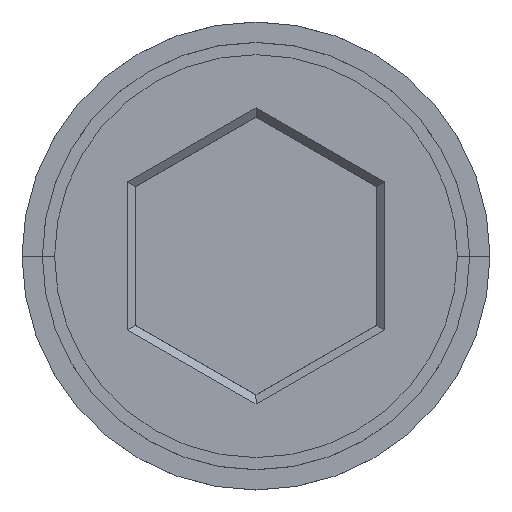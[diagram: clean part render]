
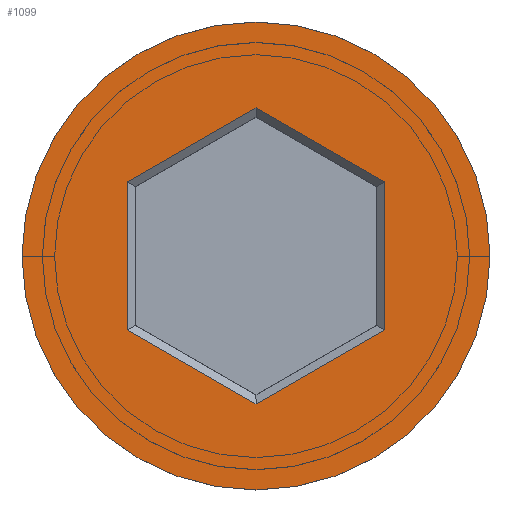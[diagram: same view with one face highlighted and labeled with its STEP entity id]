
A CAD part, top view. The second image highlights one B-rep face of the part: STEP entity #1099.
In plain terms, the highlighted planar face has unit normal (0, 0, 1).
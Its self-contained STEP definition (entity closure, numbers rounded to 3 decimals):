
#88 = CARTESIAN_POINT ( 'NONE',  ( 3.15, -1.819, 0. ) ) ;
#148 = CARTESIAN_POINT ( 'NONE',  ( 5.75, 0., 0. ) ) ;
#170 = AXIS2_PLACEMENT_3D ( 'NONE', #867, #200, #182 ) ;
#182 = DIRECTION ( 'NONE',  ( 1., 0., 0. ) ) ;
#200 = DIRECTION ( 'NONE',  ( 0., 0., 1. ) ) ;
#209 = DIRECTION ( 'NONE',  ( -0.866, -0.5, 0. ) ) ;
#224 = ORIENTED_EDGE ( 'NONE', *, *, #855, .T. ) ;
#225 = FACE_OUTER_BOUND ( 'NONE', #965, .T. ) ;
#231 = EDGE_CURVE ( 'NONE', #281, #236, #1298, .T. ) ;
#236 = VERTEX_POINT ( 'NONE', #1075 ) ;
#272 = LINE ( 'NONE', #1068, #528 ) ;
#280 = ORIENTED_EDGE ( 'NONE', *, *, #284, .T. ) ;
#281 = VERTEX_POINT ( 'NONE', #1235 ) ;
#284 = EDGE_CURVE ( 'NONE', #522, #1199, #1455, .T. ) ;
#290 = AXIS2_PLACEMENT_3D ( 'NONE', #1145, #1171, #1154 ) ;
#297 = CARTESIAN_POINT ( 'NONE',  ( 3.15, -1.703, 0. ) ) ;
#354 = VERTEX_POINT ( 'NONE', #148 ) ;
#372 = CIRCLE ( 'NONE', #290, 5.75 ) ;
#389 = CARTESIAN_POINT ( 'NONE',  ( -3.05, -1.876, 0. ) ) ;
#409 = ORIENTED_EDGE ( 'NONE', *, *, #435, .T. ) ;
#411 = LINE ( 'NONE', #389, #1030 ) ;
#426 = CARTESIAN_POINT ( 'NONE',  ( 3.15, 1.819, 0. ) ) ;
#435 = EDGE_CURVE ( 'NONE', #651, #354, #372, .T. ) ;
#466 = CARTESIAN_POINT ( 'NONE',  ( -0.1, 3.58, 0. ) ) ;
#522 = VERTEX_POINT ( 'NONE', #88 ) ;
#525 = VECTOR ( 'NONE', #613, 1000. ) ;
#528 = VECTOR ( 'NONE', #850, 1000. ) ;
#573 = ORIENTED_EDGE ( 'NONE', *, *, #609, .T. ) ;
#579 = CARTESIAN_POINT ( 'NONE',  ( 0.1, -3.58, 0. ) ) ;
#609 = EDGE_CURVE ( 'NONE', #1373, #522, #1204, .T. ) ;
#613 = DIRECTION ( 'NONE',  ( 0., 1., 0. ) ) ;
#617 = ORIENTED_EDGE ( 'NONE', *, *, #231, .T. ) ;
#640 = EDGE_CURVE ( 'NONE', #1199, #281, #411, .T. ) ;
#651 = VERTEX_POINT ( 'NONE', #1303 ) ;
#696 = PLANE ( 'NONE',  #979 ) ;
#715 = DIRECTION ( 'NONE',  ( 0., -1., 0. ) ) ;
#722 = CARTESIAN_POINT ( 'NONE',  ( -3.15, 1.703, 0. ) ) ;
#735 = CIRCLE ( 'NONE', #170, 5.75 ) ;
#750 = CARTESIAN_POINT ( 'NONE',  ( 0., 3.637, 0. ) ) ;
#787 = ORIENTED_EDGE ( 'NONE', *, *, #1271, .T. ) ;
#831 = DIRECTION ( 'NONE',  ( -0.866, 0.5, 0. ) ) ;
#850 = DIRECTION ( 'NONE',  ( 0.866, -0.5, 0. ) ) ;
#855 = EDGE_CURVE ( 'NONE', #354, #651, #735, .T. ) ;
#867 = CARTESIAN_POINT ( 'NONE',  ( 0., 0., 0. ) ) ;
#892 = FACE_BOUND ( 'NONE', #1335, .T. ) ;
#901 = DIRECTION ( 'NONE',  ( 1., 0., 0. ) ) ;
#918 = DIRECTION ( 'NONE',  ( 0., 0., 1. ) ) ;
#935 = CARTESIAN_POINT ( 'NONE',  ( 0., -3.637, 0. ) ) ;
#957 = VECTOR ( 'NONE', #209, 1000. ) ;
#965 = EDGE_LOOP ( 'NONE', ( #224, #409 ) ) ;
#979 = AXIS2_PLACEMENT_3D ( 'NONE', #1017, #918, #901 ) ;
#982 = EDGE_CURVE ( 'NONE', #236, #1321, #1343, .T. ) ;
#1010 = DIRECTION ( 'NONE',  ( 0.866, 0.5, 0. ) ) ;
#1017 = CARTESIAN_POINT ( 'NONE',  ( 0., 0., 0. ) ) ;
#1030 = VECTOR ( 'NONE', #831, 1000. ) ;
#1054 = VECTOR ( 'NONE', #1010, 1000. ) ;
#1068 = CARTESIAN_POINT ( 'NONE',  ( 3.05, 1.876, 0. ) ) ;
#1075 = CARTESIAN_POINT ( 'NONE',  ( -3.15, 1.819, 0. ) ) ;
#1099 = ADVANCED_FACE ( 'NONE', ( #892, #225 ), #696, .T. ) ;
#1145 = CARTESIAN_POINT ( 'NONE',  ( 0., 0., 0. ) ) ;
#1154 = DIRECTION ( 'NONE',  ( 1., 0., 0. ) ) ;
#1158 = ORIENTED_EDGE ( 'NONE', *, *, #982, .T. ) ;
#1171 = DIRECTION ( 'NONE',  ( 0., 0., 1. ) ) ;
#1199 = VERTEX_POINT ( 'NONE', #935 ) ;
#1204 = LINE ( 'NONE', #297, #1291 ) ;
#1235 = CARTESIAN_POINT ( 'NONE',  ( -3.15, -1.819, 0. ) ) ;
#1271 = EDGE_CURVE ( 'NONE', #1321, #1373, #272, .T. ) ;
#1291 = VECTOR ( 'NONE', #715, 1000. ) ;
#1298 = LINE ( 'NONE', #722, #525 ) ;
#1303 = CARTESIAN_POINT ( 'NONE',  ( -5.75, 0., 0. ) ) ;
#1321 = VERTEX_POINT ( 'NONE', #750 ) ;
#1335 = EDGE_LOOP ( 'NONE', ( #1433, #617, #1158, #787, #573, #280 ) ) ;
#1343 = LINE ( 'NONE', #466, #1054 ) ;
#1373 = VERTEX_POINT ( 'NONE', #426 ) ;
#1433 = ORIENTED_EDGE ( 'NONE', *, *, #640, .T. ) ;
#1455 = LINE ( 'NONE', #579, #957 ) ;
